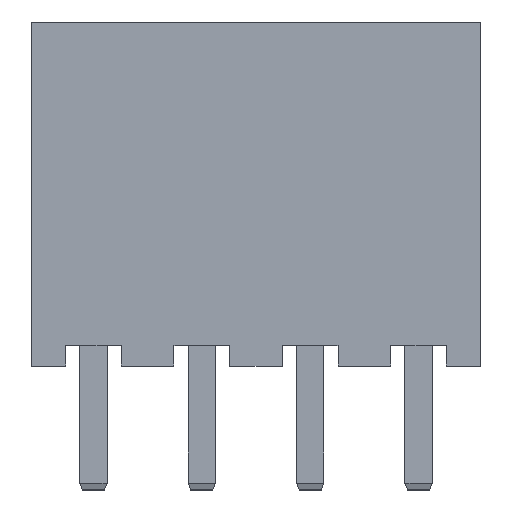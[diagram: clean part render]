
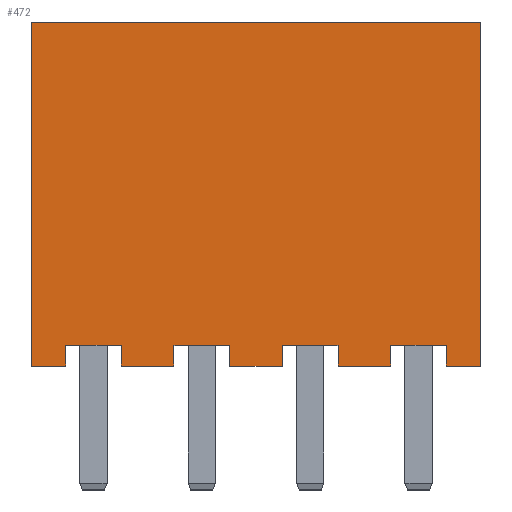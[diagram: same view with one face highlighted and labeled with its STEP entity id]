
A CAD part, top view. The second image highlights one B-rep face of the part: STEP entity #472.
In plain terms, the highlighted planar face has unit normal (0, 0, 1).
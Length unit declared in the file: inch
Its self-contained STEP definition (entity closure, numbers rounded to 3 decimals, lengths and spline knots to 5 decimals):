
#472 = ADVANCED_FACE( '', ( #945 ), #946, .F. );
#945 = FACE_OUTER_BOUND( '', #1415, .T. );
#946 = PLANE( '', #1416 );
#1415 = EDGE_LOOP( '', ( #2652, #2653, #2654, #2655, #2656, #2657, #2658, #2659, #2660, #2661, #2662, #2663, #2664, #2665, #2666, #2667, #2668, #2669, #2670, #2671 ) );
#1416 = AXIS2_PLACEMENT_3D( '', #2672, #2673, #2674 );
#2652 = ORIENTED_EDGE( '', *, *, #3329, .F. );
#2653 = ORIENTED_EDGE( '', *, *, #3286, .T. );
#2654 = ORIENTED_EDGE( '', *, *, #3081, .F. );
#2655 = ORIENTED_EDGE( '', *, *, #3216, .F. );
#2656 = ORIENTED_EDGE( '', *, *, #3088, .T. );
#2657 = ORIENTED_EDGE( '', *, *, #3288, .T. );
#2658 = ORIENTED_EDGE( '', *, *, #3258, .F. );
#2659 = ORIENTED_EDGE( '', *, *, #3028, .F. );
#2660 = ORIENTED_EDGE( '', *, *, #3316, .F. );
#2661 = ORIENTED_EDGE( '', *, *, #3105, .T. );
#2662 = ORIENTED_EDGE( '', *, *, #2965, .F. );
#2663 = ORIENTED_EDGE( '', *, *, #3025, .F. );
#2664 = ORIENTED_EDGE( '', *, *, #3312, .F. );
#2665 = ORIENTED_EDGE( '', *, *, #3133, .T. );
#2666 = ORIENTED_EDGE( '', *, *, #3262, .F. );
#2667 = ORIENTED_EDGE( '', *, *, #3021, .F. );
#2668 = ORIENTED_EDGE( '', *, *, #2987, .F. );
#2669 = ORIENTED_EDGE( '', *, *, #2942, .T. );
#2670 = ORIENTED_EDGE( '', *, *, #2888, .F. );
#2671 = ORIENTED_EDGE( '', *, *, #3019, .F. );
#2672 = CARTESIAN_POINT( '', ( 0., 0.25, 0.03935 ) );
#2673 = DIRECTION( '', ( 0., 0., -1. ) );
#2674 = DIRECTION( '', ( -1., 0., 0. ) );
#2888 = EDGE_CURVE( '', #3463, #3466, #3467, .T. );
#2942 = EDGE_CURVE( '', #3555, #3466, #3556, .T. );
#2965 = EDGE_CURVE( '', #3591, #3594, #3595, .T. );
#2987 = EDGE_CURVE( '', #3555, #3626, #3627, .T. );
#3019 = EDGE_CURVE( '', #3678, #3463, #3680, .T. );
#3021 = EDGE_CURVE( '', #3626, #3682, #3683, .T. );
#3025 = EDGE_CURVE( '', #3688, #3591, #3690, .T. );
#3028 = EDGE_CURVE( '', #3693, #3695, #3696, .T. );
#3081 = EDGE_CURVE( '', #3776, #3778, #3779, .T. );
#3088 = EDGE_CURVE( '', #3788, #3786, #3789, .T. );
#3105 = EDGE_CURVE( '', #3815, #3594, #3816, .T. );
#3133 = EDGE_CURVE( '', #3860, #3857, #3861, .T. );
#3216 = EDGE_CURVE( '', #3788, #3776, #3973, .T. );
#3258 = EDGE_CURVE( '', #3695, #4026, #4027, .T. );
#3262 = EDGE_CURVE( '', #3682, #3857, #4032, .T. );
#3286 = EDGE_CURVE( '', #4057, #3778, #4061, .T. );
#3288 = EDGE_CURVE( '', #3786, #4026, #4063, .T. );
#3312 = EDGE_CURVE( '', #3860, #3688, #4088, .T. );
#3316 = EDGE_CURVE( '', #3815, #3693, #4092, .T. );
#3329 = EDGE_CURVE( '', #4057, #3678, #4105, .T. );
#3463 = VERTEX_POINT( '', #4287 );
#3466 = VERTEX_POINT( '', #4291 );
#3467 = LINE( '', #4292, #4293 );
#3555 = VERTEX_POINT( '', #4424 );
#3556 = LINE( '', #4425, #4426 );
#3591 = VERTEX_POINT( '', #4475 );
#3594 = VERTEX_POINT( '', #4479 );
#3595 = LINE( '', #4480, #4481 );
#3626 = VERTEX_POINT( '', #4525 );
#3627 = LINE( '', #4526, #4527 );
#3678 = VERTEX_POINT( '', #4603 );
#3680 = LINE( '', #4606, #4607 );
#3682 = VERTEX_POINT( '', #4610 );
#3683 = LINE( '', #4611, #4612 );
#3688 = VERTEX_POINT( '', #4619 );
#3690 = LINE( '', #4622, #4623 );
#3693 = VERTEX_POINT( '', #4627 );
#3695 = VERTEX_POINT( '', #4630 );
#3696 = LINE( '', #4631, #4632 );
#3776 = VERTEX_POINT( '', #4751 );
#3778 = VERTEX_POINT( '', #4754 );
#3779 = LINE( '', #4755, #4756 );
#3786 = VERTEX_POINT( '', #4766 );
#3788 = VERTEX_POINT( '', #4769 );
#3789 = LINE( '', #4770, #4771 );
#3815 = VERTEX_POINT( '', #4809 );
#3816 = LINE( '', #4810, #4811 );
#3857 = VERTEX_POINT( '', #4872 );
#3860 = VERTEX_POINT( '', #4876 );
#3861 = LINE( '', #4877, #4878 );
#3973 = LINE( '', #5052, #5053 );
#4026 = VERTEX_POINT( '', #5133 );
#4027 = LINE( '', #5134, #5135 );
#4032 = LINE( '', #5142, #5143 );
#4057 = VERTEX_POINT( '', #5180 );
#4061 = LINE( '', #5186, #5187 );
#4063 = LINE( '', #5189, #5190 );
#4088 = LINE( '', #5227, #5228 );
#4092 = LINE( '', #5232, #5233 );
#4105 = LINE( '', #5249, #5250 );
#4287 = CARTESIAN_POINT( '', ( 0.26122, 0.015, 0.03935 ) );
#4291 = CARTESIAN_POINT( '', ( 0.26122, 0., 0.03935 ) );
#4292 = CARTESIAN_POINT( '', ( 0.26122, 0.015, 0.03935 ) );
#4293 = VECTOR( '', #5330, 39.37008 );
#4424 = CARTESIAN_POINT( '', ( 0.22292, 0., 0.03935 ) );
#4425 = CARTESIAN_POINT( '', ( 0., 0., 0.03935 ) );
#4426 = VECTOR( '', #5374, 39.37008 );
#4475 = CARTESIAN_POINT( '', ( 0.10374, 0.015, 0.03935 ) );
#4479 = CARTESIAN_POINT( '', ( 0.10374, 0., 0.03935 ) );
#4480 = CARTESIAN_POINT( '', ( 0.10374, 0.015, 0.03935 ) );
#4481 = VECTOR( '', #5396, 39.37008 );
#4525 = CARTESIAN_POINT( '', ( 0.22292, 0.015, 0.03935 ) );
#4526 = CARTESIAN_POINT( '', ( 0.22292, 0., 0.03935 ) );
#4527 = VECTOR( '', #5416, 39.37008 );
#4603 = CARTESIAN_POINT( '', ( 0.30166, 0.015, 0.03935 ) );
#4606 = CARTESIAN_POINT( '', ( 0.30166, 0.015, 0.03935 ) );
#4607 = VECTOR( '', #5443, 39.37008 );
#4610 = CARTESIAN_POINT( '', ( 0.18248, 0.015, 0.03935 ) );
#4611 = CARTESIAN_POINT( '', ( 0.22292, 0.015, 0.03935 ) );
#4612 = VECTOR( '', #5445, 39.37008 );
#4619 = CARTESIAN_POINT( '', ( 0.14418, 0.015, 0.03935 ) );
#4622 = CARTESIAN_POINT( '', ( 0.14418, 0.015, 0.03935 ) );
#4623 = VECTOR( '', #5449, 39.37008 );
#4627 = CARTESIAN_POINT( '', ( 0.06544, 0.015, 0.03935 ) );
#4630 = CARTESIAN_POINT( '', ( 0.025, 0.015, 0.03935 ) );
#4631 = CARTESIAN_POINT( '', ( 0.06544, 0.015, 0.03935 ) );
#4632 = VECTOR( '', #5452, 39.37008 );
#4751 = CARTESIAN_POINT( '', ( 0.32666, 0.25, 0.03935 ) );
#4754 = CARTESIAN_POINT( '', ( 0.32666, 0., 0.03935 ) );
#4755 = CARTESIAN_POINT( '', ( 0.32666, 0.25, 0.03935 ) );
#4756 = VECTOR( '', #5499, 39.37008 );
#4766 = CARTESIAN_POINT( '', ( 0., 0., 0.03935 ) );
#4769 = CARTESIAN_POINT( '', ( 0., 0.25, 0.03935 ) );
#4770 = CARTESIAN_POINT( '', ( 0., 0.25, 0.03935 ) );
#4771 = VECTOR( '', #5504, 39.37008 );
#4809 = CARTESIAN_POINT( '', ( 0.06544, 0., 0.03935 ) );
#4810 = CARTESIAN_POINT( '', ( 0., 0., 0.03935 ) );
#4811 = VECTOR( '', #5517, 39.37008 );
#4872 = CARTESIAN_POINT( '', ( 0.18248, 0., 0.03935 ) );
#4876 = CARTESIAN_POINT( '', ( 0.14418, 0., 0.03935 ) );
#4877 = CARTESIAN_POINT( '', ( 0., 0., 0.03935 ) );
#4878 = VECTOR( '', #5539, 39.37008 );
#5052 = CARTESIAN_POINT( '', ( 0., 0.25, 0.03935 ) );
#5053 = VECTOR( '', #5602, 39.37008 );
#5133 = CARTESIAN_POINT( '', ( 0.025, 0., 0.03935 ) );
#5134 = CARTESIAN_POINT( '', ( 0.025, 0.015, 0.03935 ) );
#5135 = VECTOR( '', #5630, 39.37008 );
#5142 = CARTESIAN_POINT( '', ( 0.18248, 0.015, 0.03935 ) );
#5143 = VECTOR( '', #5633, 39.37008 );
#5180 = CARTESIAN_POINT( '', ( 0.30166, 0., 0.03935 ) );
#5186 = CARTESIAN_POINT( '', ( 0., 0., 0.03935 ) );
#5187 = VECTOR( '', #5651, 39.37008 );
#5189 = CARTESIAN_POINT( '', ( 0., 0., 0.03935 ) );
#5190 = VECTOR( '', #5652, 39.37008 );
#5227 = CARTESIAN_POINT( '', ( 0.14418, 0., 0.03935 ) );
#5228 = VECTOR( '', #5665, 39.37008 );
#5232 = CARTESIAN_POINT( '', ( 0.06544, 0., 0.03935 ) );
#5233 = VECTOR( '', #5666, 39.37008 );
#5249 = CARTESIAN_POINT( '', ( 0.30166, 0., 0.03935 ) );
#5250 = VECTOR( '', #5670, 39.37008 );
#5330 = DIRECTION( '', ( 0., -1., 0. ) );
#5374 = DIRECTION( '', ( 1., 0., 0. ) );
#5396 = DIRECTION( '', ( 0., -1., 0. ) );
#5416 = DIRECTION( '', ( 0., 1., 0. ) );
#5443 = DIRECTION( '', ( -1., 0., 0. ) );
#5445 = DIRECTION( '', ( -1., 0., 0. ) );
#5449 = DIRECTION( '', ( -1., 0., 0. ) );
#5452 = DIRECTION( '', ( -1., 0., 0. ) );
#5499 = DIRECTION( '', ( 0., -1., 0. ) );
#5504 = DIRECTION( '', ( 0., -1., 0. ) );
#5517 = DIRECTION( '', ( 1., 0., 0. ) );
#5539 = DIRECTION( '', ( 1., 0., 0. ) );
#5602 = DIRECTION( '', ( 1., 0., 0. ) );
#5630 = DIRECTION( '', ( 0., -1., 0. ) );
#5633 = DIRECTION( '', ( 0., -1., 0. ) );
#5651 = DIRECTION( '', ( 1., 0., 0. ) );
#5652 = DIRECTION( '', ( 1., 0., 0. ) );
#5665 = DIRECTION( '', ( 0., 1., 0. ) );
#5666 = DIRECTION( '', ( 0., 1., 0. ) );
#5670 = DIRECTION( '', ( 0., 1., 0. ) );
